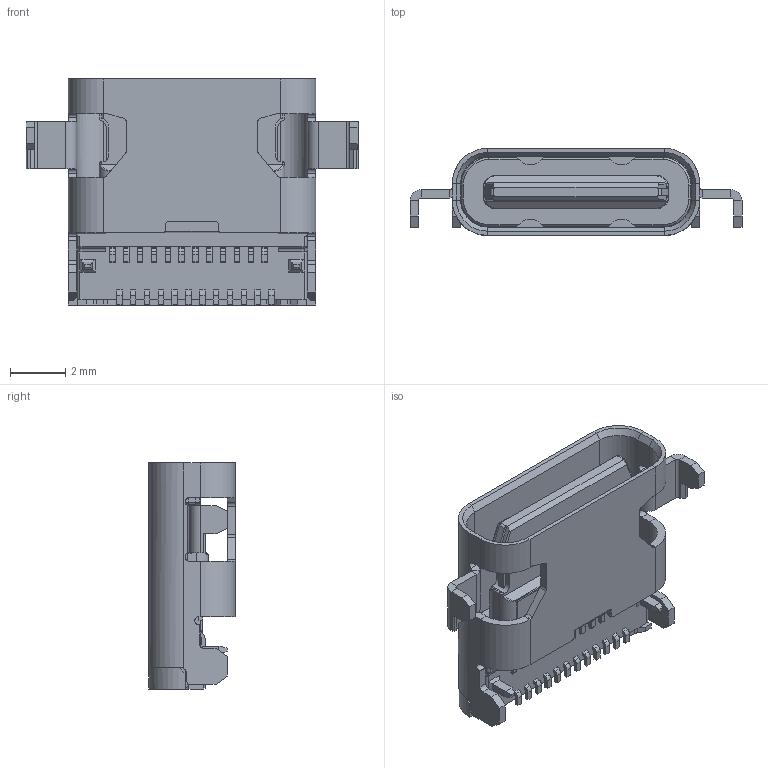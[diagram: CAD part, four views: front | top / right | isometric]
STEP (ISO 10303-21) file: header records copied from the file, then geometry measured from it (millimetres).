
FILE_DESCRIPTION(('STEP AP214'),'1');
FILE_NAME('dx07b024jj1r1500.stp','2022-10-27T11:07:28',('TraceParts'),('TraceParts S.A.'),'Spatial InterOp 3D',' ',' ');
FILE_SCHEMA(('AUTOMOTIVE_DESIGN { 1 0 10303 214 1 1 1 1 }'));
Length unit declared in the file: millimetre
Products named in the file (1): dx07b024jj1r1500
Bounding box: 12 x 3.14 x 8.17 mm (x, y, z)
Volume: 112.2 mm3; surface area: 451.2 mm2
Topology: 1 solids, 1 shells, 882 faces, 2451 edges, 1568 vertices
Faces by surface type: plane 591, cylinder 233, bspline 22, cone 18, torus 14, sphere 4
Entity records: 29218 total; most frequent: CARTESIAN_POINT 6669, ORIENTED_EDGE 4894, DIRECTION 4464, EDGE_CURVE 2447, LINE 1860, VECTOR 1860, VERTEX_POINT 1568, AXIS2_PLACEMENT_3D 1302
